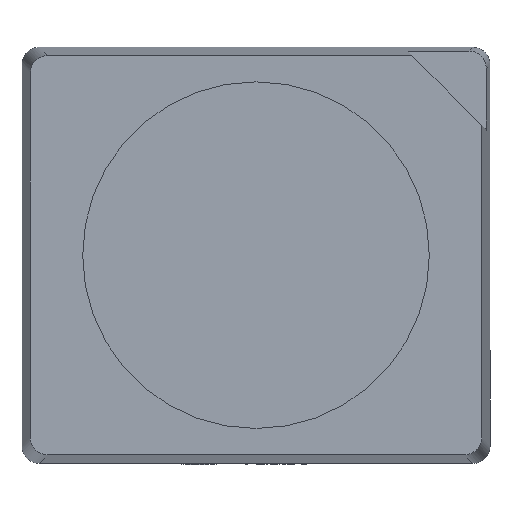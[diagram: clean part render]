
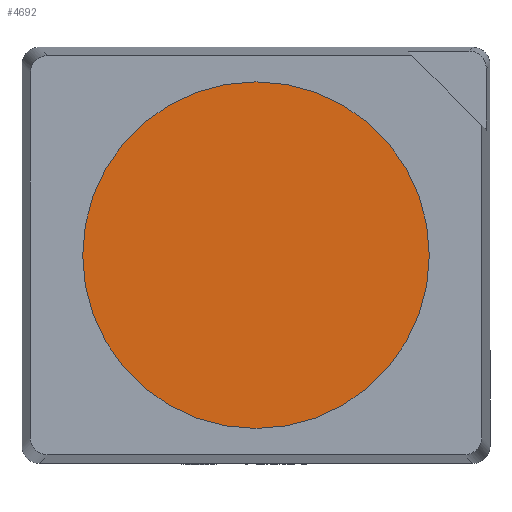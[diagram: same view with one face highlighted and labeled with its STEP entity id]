
A CAD part, top view. The second image highlights one B-rep face of the part: STEP entity #4692.
In plain terms, the highlighted planar face has unit normal (0, 0, 1).
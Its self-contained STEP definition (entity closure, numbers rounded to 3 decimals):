
#338 = DIRECTION ( 'NONE',  ( 1., 0., 0. ) ) ;
#397 = AXIS2_PLACEMENT_3D ( 'NONE', #8419, #11622, #338 ) ;
#1460 = ORIENTED_EDGE ( 'NONE', *, *, #1499, .T. ) ;
#1499 = EDGE_CURVE ( 'NONE', #13422, #8257, #3124, .T. ) ;
#3124 = CIRCLE ( 'NONE', #6951, 1. ) ;
#3418 = CARTESIAN_POINT ( 'NONE',  ( 0., 0., 0.55 ) ) ;
#3775 = EDGE_CURVE ( 'NONE', #8257, #13422, #6142, .T. ) ;
#4692 = ADVANCED_FACE ( 'NONE', ( #7299 ), #6020, .T. ) ;
#6020 = PLANE ( 'NONE',  #397 ) ;
#6097 = DIRECTION ( 'NONE',  ( 1., 0., 0. ) ) ;
#6142 = CIRCLE ( 'NONE', #14513, 1. ) ;
#6862 = DIRECTION ( 'NONE',  ( 1., 0., 0. ) ) ;
#6935 = CARTESIAN_POINT ( 'NONE',  ( 1., 0., 0.55 ) ) ;
#6951 = AXIS2_PLACEMENT_3D ( 'NONE', #3418, #8880, #6862 ) ;
#7116 = CARTESIAN_POINT ( 'NONE',  ( -1., 0., 0.55 ) ) ;
#7299 = FACE_OUTER_BOUND ( 'NONE', #9198, .T. ) ;
#8257 = VERTEX_POINT ( 'NONE', #6935 ) ;
#8419 = CARTESIAN_POINT ( 'NONE',  ( 0., 0., 0.55 ) ) ;
#8880 = DIRECTION ( 'NONE',  ( 0., 0., 1. ) ) ;
#9198 = EDGE_LOOP ( 'NONE', ( #9574, #1460 ) ) ;
#9574 = ORIENTED_EDGE ( 'NONE', *, *, #3775, .T. ) ;
#11622 = DIRECTION ( 'NONE',  ( 0., 0., 1. ) ) ;
#11692 = CARTESIAN_POINT ( 'NONE',  ( 0., 0., 0.55 ) ) ;
#12890 = DIRECTION ( 'NONE',  ( 0., 0., 1. ) ) ;
#13422 = VERTEX_POINT ( 'NONE', #7116 ) ;
#14513 = AXIS2_PLACEMENT_3D ( 'NONE', #11692, #12890, #6097 ) ;
